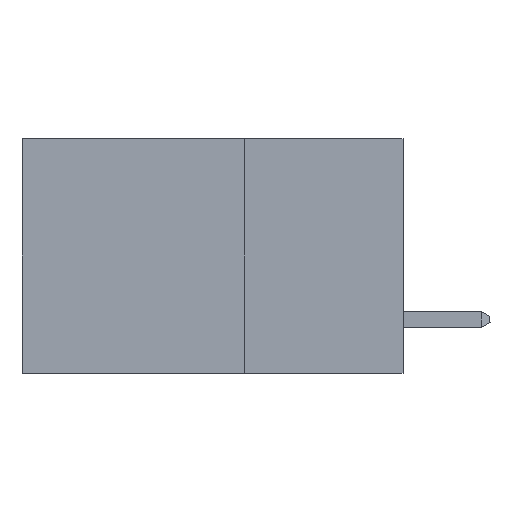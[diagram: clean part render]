
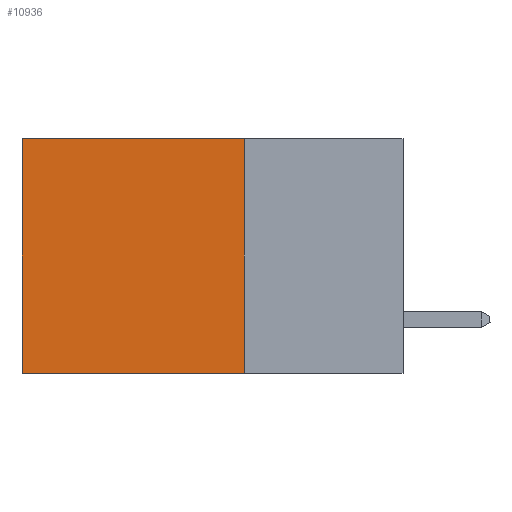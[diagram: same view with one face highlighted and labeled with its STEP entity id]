
A CAD part, left-side view. The second image highlights one B-rep face of the part: STEP entity #10936.
In plain terms, the highlighted planar face has unit normal (-1, 0, 0).
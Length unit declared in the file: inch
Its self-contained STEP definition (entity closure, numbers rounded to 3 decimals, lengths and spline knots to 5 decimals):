
#132 = LINE ( 'NONE', #6935, #15772 ) ;
#773 = EDGE_CURVE ( 'NONE', #4876, #4128, #132, .T. ) ;
#1752 = EDGE_CURVE ( 'NONE', #4046, #4876, #11716, .T. ) ;
#2574 = ORIENTED_EDGE ( 'NONE', *, *, #14111, .F. ) ;
#2904 = DIRECTION ( 'NONE',  ( 0., 0., -1. ) ) ;
#3356 = FACE_OUTER_BOUND ( 'NONE', #6106, .T. ) ;
#3460 = AXIS2_PLACEMENT_3D ( 'NONE', #8192, #4253, #12061 ) ;
#3502 = EDGE_CURVE ( 'NONE', #5860, #4128, #6788, .T. ) ;
#4004 = ORIENTED_EDGE ( 'NONE', *, *, #773, .T. ) ;
#4046 = VERTEX_POINT ( 'NONE', #13158 ) ;
#4128 = VERTEX_POINT ( 'NONE', #8482 ) ;
#4253 = DIRECTION ( 'NONE',  ( 1., 0., 0. ) ) ;
#4556 = VECTOR ( 'NONE', #2904, 39.37008 ) ;
#4571 = CARTESIAN_POINT ( 'NONE',  ( 0.2875, 0.25, 0. ) ) ;
#4876 = VERTEX_POINT ( 'NONE', #11988 ) ;
#5860 = VERTEX_POINT ( 'NONE', #15266 ) ;
#6106 = EDGE_LOOP ( 'NONE', ( #4004, #6517, #2574, #9591 ) ) ;
#6517 = ORIENTED_EDGE ( 'NONE', *, *, #3502, .F. ) ;
#6788 = LINE ( 'NONE', #16513, #11244 ) ;
#6935 = CARTESIAN_POINT ( 'NONE',  ( 0.2875, 0.6, 0. ) ) ;
#8192 = CARTESIAN_POINT ( 'NONE',  ( 0.2875, 0.25, 0. ) ) ;
#8405 = PLANE ( 'NONE',  #3460 ) ;
#8482 = CARTESIAN_POINT ( 'NONE',  ( 0.2875, 0.6, -0.37 ) ) ;
#9591 = ORIENTED_EDGE ( 'NONE', *, *, #1752, .T. ) ;
#10728 = DIRECTION ( 'NONE',  ( 0., 0., -1. ) ) ;
#10904 = VECTOR ( 'NONE', #13825, 39.37008 ) ;
#10936 = ADVANCED_FACE ( 'NONE', ( #3356 ), #8405, .F. ) ;
#11244 = VECTOR ( 'NONE', #13056, 39.37008 ) ;
#11716 = LINE ( 'NONE', #4571, #10904 ) ;
#11824 = CARTESIAN_POINT ( 'NONE',  ( 0.2875, 0.25, 0. ) ) ;
#11988 = CARTESIAN_POINT ( 'NONE',  ( 0.2875, 0.6, 0. ) ) ;
#12061 = DIRECTION ( 'NONE',  ( 0., 0., -1. ) ) ;
#12905 = LINE ( 'NONE', #11824, #4556 ) ;
#13056 = DIRECTION ( 'NONE',  ( 0., 1., 0. ) ) ;
#13158 = CARTESIAN_POINT ( 'NONE',  ( 0.2875, 0.25, 0. ) ) ;
#13825 = DIRECTION ( 'NONE',  ( 0., 1., 0. ) ) ;
#14111 = EDGE_CURVE ( 'NONE', #4046, #5860, #12905, .T. ) ;
#15266 = CARTESIAN_POINT ( 'NONE',  ( 0.2875, 0.25, -0.37 ) ) ;
#15772 = VECTOR ( 'NONE', #10728, 39.37008 ) ;
#16513 = CARTESIAN_POINT ( 'NONE',  ( 0.2875, 0.25, -0.37 ) ) ;
